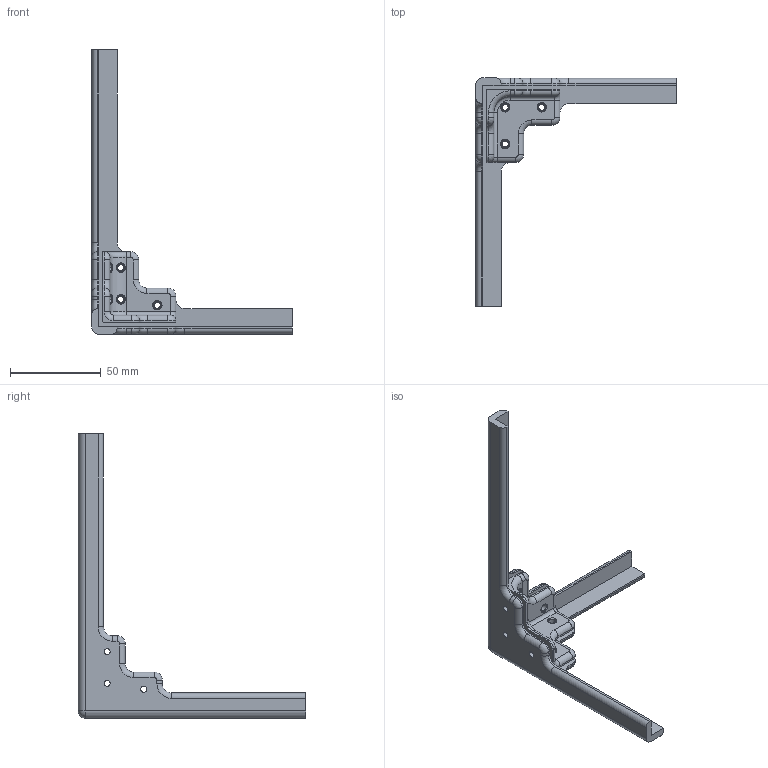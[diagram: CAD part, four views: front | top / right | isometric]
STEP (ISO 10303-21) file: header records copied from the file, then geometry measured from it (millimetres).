
FILE_DESCRIPTION (( 'STEP AP214' ), '1' );
FILE_NAME ('Plexiglass_top_left.STEP', '2024-08-29T20:24:58', ( '' ), ( '' ), 'SwSTEP 2.0', 'SolidWorks 2024', '' );
FILE_SCHEMA (( 'AUTOMOTIVE_DESIGN' ));
Length unit declared in the file: millimetre
Products named in the file (1): Plexiglass_top_left
Bounding box: 110.75 x 125.75 x 157 mm (x, y, z)
Volume: 52205.8 mm3; surface area: 29963.7 mm2
Topology: 2 solids, 2 shells, 189 faces, 485 edges, 298 vertices
Faces by surface type: cylinder 99, plane 42, torus 38, bspline 8, sphere 2
Entity records: 6995 total; most frequent: CARTESIAN_POINT 2195, DIRECTION 1069, ORIENTED_EDGE 966, EDGE_CURVE 483, AXIS2_PLACEMENT_3D 428, VERTEX_POINT 298, CIRCLE 246, EDGE_LOOP 225
